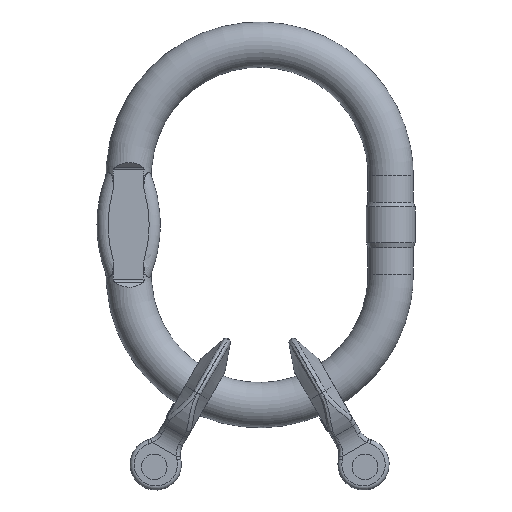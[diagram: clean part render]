
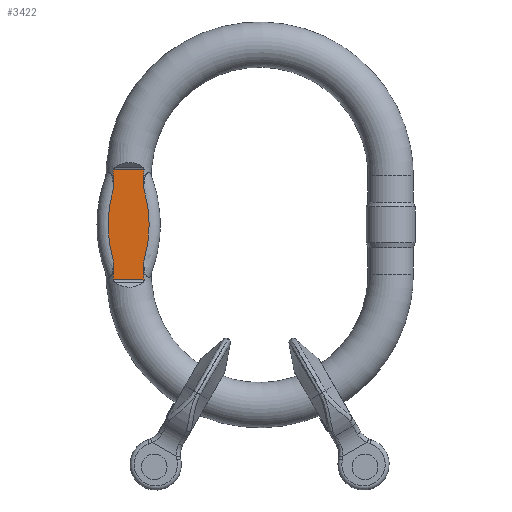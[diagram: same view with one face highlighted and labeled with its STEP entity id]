
A CAD part, top view. The second image highlights one B-rep face of the part: STEP entity #3422.
In plain terms, the highlighted planar face has unit normal (0, 0, 1).
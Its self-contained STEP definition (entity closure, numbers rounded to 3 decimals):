
#575=LINE('',#16372,#1160);
#576=LINE('',#16374,#1161);
#578=LINE('',#16421,#1163);
#579=LINE('',#16423,#1164);
#585=LINE('',#16617,#1170);
#586=LINE('',#16619,#1171);
#1160=VECTOR('',#11135,1.);
#1161=VECTOR('',#11138,1.);
#1163=VECTOR('',#11156,1.);
#1164=VECTOR('',#11159,1.);
#1170=VECTOR('',#11211,1.);
#1171=VECTOR('',#11214,1.);
#2508=PLANE('',#10078);
#2875=FACE_OUTER_BOUND('',#4139,.T.);
#3422=ADVANCED_FACE('',(#2875),#2508,.T.);
#4139=EDGE_LOOP('',(#5863,#5864,#5865,#5866,#5867,#5868,#5869,#5870,#5871,
#5872,#5873,#5874));
#5863=ORIENTED_EDGE('',*,*,#8853,.F.);
#5864=ORIENTED_EDGE('',*,*,#8910,.T.);
#5865=ORIENTED_EDGE('',*,*,#8848,.F.);
#5866=ORIENTED_EDGE('',*,*,#8859,.T.);
#5867=ORIENTED_EDGE('',*,*,#8911,.T.);
#5868=ORIENTED_EDGE('',*,*,#8860,.T.);
#5869=ORIENTED_EDGE('',*,*,#8884,.T.);
#5870=ORIENTED_EDGE('',*,*,#8912,.T.);
#5871=ORIENTED_EDGE('',*,*,#8879,.T.);
#5872=ORIENTED_EDGE('',*,*,#8871,.T.);
#5873=ORIENTED_EDGE('',*,*,#8913,.T.);
#5874=ORIENTED_EDGE('',*,*,#8872,.T.);
#7701=VERTEX_POINT('',#16311);
#7702=VERTEX_POINT('',#16313);
#7706=VERTEX_POINT('',#16347);
#7707=VERTEX_POINT('',#16349);
#7710=VERTEX_POINT('',#16371);
#7711=VERTEX_POINT('',#16375);
#7712=VERTEX_POINT('',#16376);
#7719=VERTEX_POINT('',#16412);
#7721=VERTEX_POINT('',#16420);
#7722=VERTEX_POINT('',#16424);
#7726=VERTEX_POINT('',#16455);
#7730=VERTEX_POINT('',#16492);
#8848=EDGE_CURVE('',#7701,#7702,#9681,.T.);
#8853=EDGE_CURVE('',#7706,#7707,#9682,.T.);
#8859=EDGE_CURVE('',#7701,#7710,#575,.T.);
#8860=EDGE_CURVE('',#7711,#7712,#576,.T.);
#8871=EDGE_CURVE('',#7719,#7721,#578,.T.);
#8872=EDGE_CURVE('',#7722,#7707,#579,.T.);
#8879=EDGE_CURVE('',#7726,#7719,#9690,.T.);
#8884=EDGE_CURVE('',#7712,#7730,#9691,.T.);
#8910=EDGE_CURVE('',#7706,#7702,#585,.T.);
#8911=EDGE_CURVE('',#7710,#7711,#9701,.T.);
#8912=EDGE_CURVE('',#7730,#7726,#586,.T.);
#8913=EDGE_CURVE('',#7721,#7722,#9702,.T.);
#9681=CIRCLE('',#10036,58.754);
#9682=CIRCLE('',#10037,74.246);
#9690=CIRCLE('',#10056,74.246);
#9691=CIRCLE('',#10057,58.754);
#9701=CIRCLE('',#10076,63.932);
#9702=CIRCLE('',#10077,63.932);
#10036=AXIS2_PLACEMENT_3D('',#16312,#11121,#11122);
#10037=AXIS2_PLACEMENT_3D('',#16348,#11123,#11124);
#10056=AXIS2_PLACEMENT_3D('',#16454,#11167,#11168);
#10057=AXIS2_PLACEMENT_3D('',#16493,#11169,#11170);
#10076=AXIS2_PLACEMENT_3D('',#16618,#11212,#11213);
#10077=AXIS2_PLACEMENT_3D('',#16620,#11215,#11216);
#10078=AXIS2_PLACEMENT_3D('',#16621,#11217,#11218);
#11121=DIRECTION('',(0.,0.,1.));
#11122=DIRECTION('',(-1.,0.,0.));
#11123=DIRECTION('',(0.,0.,-1.));
#11124=DIRECTION('',(1.,0.,0.));
#11135=DIRECTION('',(0.,1.,0.));
#11138=DIRECTION('',(0.,1.,0.));
#11156=DIRECTION('',(0.,-1.,0.));
#11159=DIRECTION('',(0.,-1.,0.));
#11167=DIRECTION('',(0.,0.,1.));
#11168=DIRECTION('',(1.,0.,0.));
#11169=DIRECTION('',(0.,0.,-1.));
#11170=DIRECTION('',(-1.,0.,0.));
#11211=DIRECTION('',(1.,0.,0.));
#11212=DIRECTION('',(0.,0.,1.));
#11213=DIRECTION('',(1.,0.,0.));
#11214=DIRECTION('',(-1.,0.,0.));
#11215=DIRECTION('',(0.,0.,1.));
#11216=DIRECTION('',(1.,0.,0.));
#11217=DIRECTION('',(0.,0.,1.));
#11218=DIRECTION('',(1.,0.,0.));
#16311=CARTESIAN_POINT('',(-58.754,-23.,8.5));
#16312=CARTESIAN_POINT('',(0.,-23.,8.5));
#16313=CARTESIAN_POINT('',(-58.681,-25.921,8.5));
#16347=CARTESIAN_POINT('',(-74.188,-25.921,8.5));
#16348=CARTESIAN_POINT('',(0.,-23.,8.5));
#16349=CARTESIAN_POINT('',(-74.246,-23.,8.5));
#16371=CARTESIAN_POINT('',(-58.754,-16.341,8.5));
#16372=CARTESIAN_POINT('',(-58.754,2.,8.5));
#16374=CARTESIAN_POINT('',(-58.754,2.,8.5));
#16375=CARTESIAN_POINT('',(-58.754,20.341,8.5));
#16376=CARTESIAN_POINT('',(-58.754,27.,8.5));
#16412=CARTESIAN_POINT('',(-74.246,27.,8.5));
#16420=CARTESIAN_POINT('',(-74.246,20.341,8.5));
#16421=CARTESIAN_POINT('',(-74.246,2.,8.5));
#16423=CARTESIAN_POINT('',(-74.246,2.,8.5));
#16424=CARTESIAN_POINT('',(-74.246,-16.341,8.5));
#16454=CARTESIAN_POINT('',(0.,27.,8.5));
#16455=CARTESIAN_POINT('',(-74.188,29.921,8.5));
#16492=CARTESIAN_POINT('',(-58.681,29.921,8.5));
#16493=CARTESIAN_POINT('',(0.,27.,8.5));
#16617=CARTESIAN_POINT('',(-78.,-25.921,8.5));
#16618=CARTESIAN_POINT('',(-119.999,2.,8.5));
#16619=CARTESIAN_POINT('',(-78.,29.921,8.5));
#16620=CARTESIAN_POINT('',(-13.001,2.,8.5));
#16621=CARTESIAN_POINT('',(-78.,-29.625,8.5));
